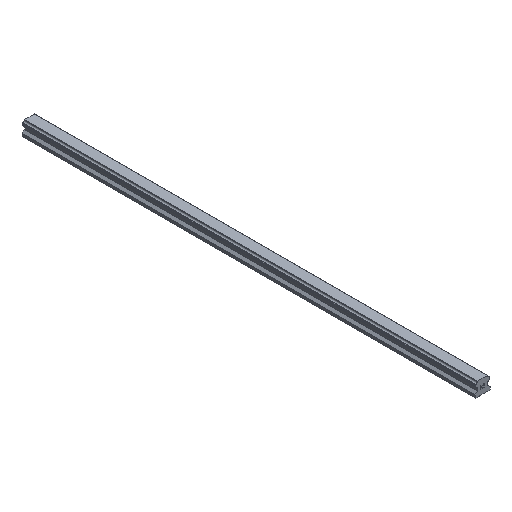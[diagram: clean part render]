
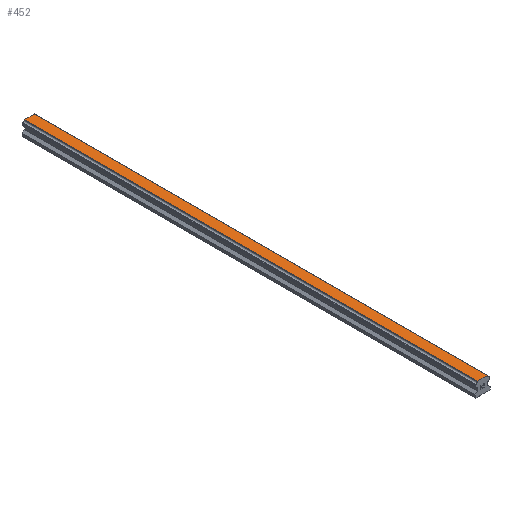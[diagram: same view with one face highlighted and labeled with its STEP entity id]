
A CAD part, isometric view. The second image highlights one B-rep face of the part: STEP entity #452.
In plain terms, the highlighted planar face has unit normal (0, 0, 1).
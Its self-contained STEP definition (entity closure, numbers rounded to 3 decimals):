
#452=ADVANCED_FACE('',(#937),#938,.T.);
#937=FACE_OUTER_BOUND('',#1437,.T.);
#938=PLANE('',#1438);
#1437=EDGE_LOOP('',(#2780,#2781,#2782,#2783));
#1438=AXIS2_PLACEMENT_3D('',#2784,#2785,#2786);
#2780=ORIENTED_EDGE('',*,*,#3385,.T.);
#2781=ORIENTED_EDGE('',*,*,#3506,.F.);
#2782=ORIENTED_EDGE('',*,*,#3249,.T.);
#2783=ORIENTED_EDGE('',*,*,#3504,.T.);
#2784=CARTESIAN_POINT('',(0.,850.0,26.));
#2785=DIRECTION('',(0.0,0.0,1.0));
#2786=DIRECTION('',(-1.0,0.0,0.0));
#3249=EDGE_CURVE('',#3982,#3980,#3983,.T.);
#3385=EDGE_CURVE('',#4209,#4207,#4210,.T.);
#3504=EDGE_CURVE('',#3980,#4209,#4352,.T.);
#3506=EDGE_CURVE('',#3982,#4207,#4354,.T.);
#3980=VERTEX_POINT('',#5000);
#3982=VERTEX_POINT('',#5003);
#3983=LINE('',#5004,#5005);
#4207=VERTEX_POINT('',#5317);
#4209=VERTEX_POINT('',#5320);
#4210=LINE('',#5321,#5322);
#4352=LINE('',#5502,#5503);
#4354=LINE('',#5505,#5506);
#5000=CARTESIAN_POINT('',(-9.342,850.0,26.));
#5003=CARTESIAN_POINT('',(9.342,850.0,26.));
#5004=CARTESIAN_POINT('',(9.342,850.0,26.));
#5005=VECTOR('',#5850,1.0);
#5317=CARTESIAN_POINT('',(9.342,0.0,26.));
#5320=CARTESIAN_POINT('',(-9.342,0.0,26.));
#5321=CARTESIAN_POINT('',(9.342,0.0,26.));
#5322=VECTOR('',#6006,1.0);
#5502=CARTESIAN_POINT('',(-9.342,850.0,26.));
#5503=VECTOR('',#6144,1.0);
#5505=CARTESIAN_POINT('',(9.342,850.0,26.));
#5506=VECTOR('',#6145,1.0);
#5850=DIRECTION('',(-1.0,0.0,0.0));
#6006=DIRECTION('',(1.0,0.0,0.0));
#6144=DIRECTION('',(0.0,-1.0,0.0));
#6145=DIRECTION('',(0.0,-1.0,0.0));
